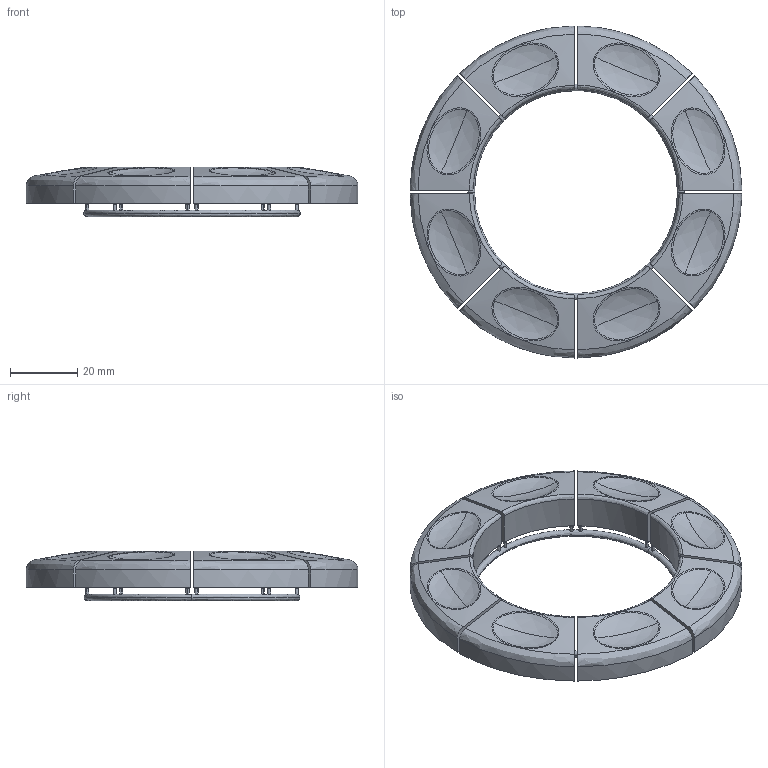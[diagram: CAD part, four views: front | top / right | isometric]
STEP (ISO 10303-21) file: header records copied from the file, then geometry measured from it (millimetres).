
FILE_DESCRIPTION(/* description */ (''),/* implementation_level */ '2;1');
FILE_NAME(/* name */ 'cocot_micro_keycap_scooped_union',/* time_stamp */ '2023-11-10T12:08:45-08:00',/* author */ (''),/* organization */ (''),/* preprocessor_version */ 'ST-DEVELOPER v16.5',/* originating_system */ 'Rhino 7.25',/* authorisation */ '');
FILE_SCHEMA (('CONFIG_CONTROL_DESIGN'));
Length unit declared in the file: millimetre
Products named in the file (1): Document
Bounding box: 98.99 x 98.99 x 14.77 mm (x, y, z)
Volume: 31913.4 mm3; surface area: 21388.5 mm2
Topology: 1 solids, 1 shells, 340 faces, 856 edges, 548 vertices
Faces by surface type: plane 176, bspline 92, cylinder 72
Entity records: 14822 total; most frequent: CARTESIAN_POINT 9234, ORIENTED_EDGE 1680, EDGE_CURVE 840, VERTEX_POINT 548, B_SPLINE_CURVE_WITH_KNOTS 536, EDGE_LOOP 404, ADVANCED_FACE 340, FACE_OUTER_BOUND 340
